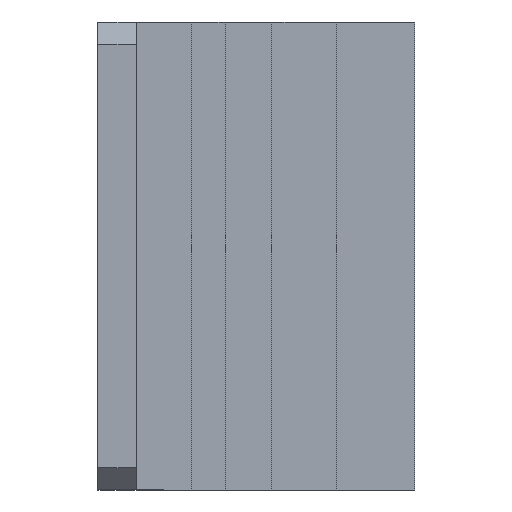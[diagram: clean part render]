
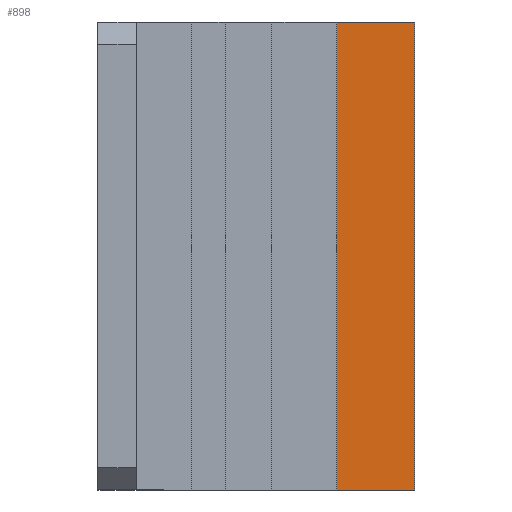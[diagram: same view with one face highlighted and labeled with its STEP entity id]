
A CAD part, left-side view. The second image highlights one B-rep face of the part: STEP entity #898.
In plain terms, the highlighted planar face has unit normal (-1, 0, 0).
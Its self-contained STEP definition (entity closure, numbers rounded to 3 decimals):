
#78 = PLANE('',#79);
#79 = AXIS2_PLACEMENT_3D('',#80,#81,#82);
#80 = CARTESIAN_POINT('',(-12.995,9.448,
    0.));
#81 = DIRECTION('',(0.,0.,1.));
#82 = DIRECTION('',(0.,1.,0.));
#179 = PLANE('',#180);
#180 = AXIS2_PLACEMENT_3D('',#181,#182,#183);
#181 = CARTESIAN_POINT('',(-10.7,8.25,42.));
#182 = DIRECTION('',(-0.,0.,1.));
#183 = DIRECTION('',(1.,0.,0.));
#811 = PLANE('',#812);
#812 = AXIS2_PLACEMENT_3D('',#813,#814,#815);
#813 = CARTESIAN_POINT('',(0.,-11.75,0.));
#814 = DIRECTION('',(0.,-1.,0.));
#815 = DIRECTION('',(-1.,0.,0.));
#828 = VERTEX_POINT('',#829);
#829 = CARTESIAN_POINT('',(-3.5,-11.75,42.));
#850 = EDGE_CURVE('',#851,#828,#853,.T.);
#851 = VERTEX_POINT('',#852);
#852 = CARTESIAN_POINT('',(-3.5,-11.75,0.));
#853 = SURFACE_CURVE('',#854,(#858,#865),.PCURVE_S1.);
#854 = LINE('',#855,#856);
#855 = CARTESIAN_POINT('',(-3.5,-11.75,0.));
#856 = VECTOR('',#857,1.);
#857 = DIRECTION('',(0.,0.,1.));
#858 = PCURVE('',#811,#859);
#859 = DEFINITIONAL_REPRESENTATION('',(#860),#864);
#860 = LINE('',#861,#862);
#861 = CARTESIAN_POINT('',(3.5,0.));
#862 = VECTOR('',#863,1.);
#863 = DIRECTION('',(0.,-1.));
#864 = ( GEOMETRIC_REPRESENTATION_CONTEXT(2) 
PARAMETRIC_REPRESENTATION_CONTEXT() REPRESENTATION_CONTEXT('2D SPACE',''
  ) );
#865 = PCURVE('',#866,#871);
#866 = PLANE('',#867);
#867 = AXIS2_PLACEMENT_3D('',#868,#869,#870);
#868 = CARTESIAN_POINT('',(-3.5,-4.75,0.));
#869 = DIRECTION('',(1.,0.,0.));
#870 = DIRECTION('',(0.,-1.,0.));
#871 = DEFINITIONAL_REPRESENTATION('',(#872),#876);
#872 = LINE('',#873,#874);
#873 = CARTESIAN_POINT('',(7.,0.));
#874 = VECTOR('',#875,1.);
#875 = DIRECTION('',(0.,-1.));
#876 = ( GEOMETRIC_REPRESENTATION_CONTEXT(2) 
PARAMETRIC_REPRESENTATION_CONTEXT() REPRESENTATION_CONTEXT('2D SPACE',''
  ) );
#898 = ADVANCED_FACE('',(#899),#866,.F.);
#899 = FACE_BOUND('',#900,.F.);
#900 = EDGE_LOOP('',(#901,#931,#952,#953));
#901 = ORIENTED_EDGE('',*,*,#902,.T.);
#902 = EDGE_CURVE('',#903,#905,#907,.T.);
#903 = VERTEX_POINT('',#904);
#904 = CARTESIAN_POINT('',(-3.5,-4.75,0.));
#905 = VERTEX_POINT('',#906);
#906 = CARTESIAN_POINT('',(-3.5,-4.75,42.));
#907 = SURFACE_CURVE('',#908,(#912,#919),.PCURVE_S1.);
#908 = LINE('',#909,#910);
#909 = CARTESIAN_POINT('',(-3.5,-4.75,0.));
#910 = VECTOR('',#911,1.);
#911 = DIRECTION('',(0.,0.,1.));
#912 = PCURVE('',#866,#913);
#913 = DEFINITIONAL_REPRESENTATION('',(#914),#918);
#914 = LINE('',#915,#916);
#915 = CARTESIAN_POINT('',(0.,0.));
#916 = VECTOR('',#917,1.);
#917 = DIRECTION('',(0.,-1.));
#918 = ( GEOMETRIC_REPRESENTATION_CONTEXT(2) 
PARAMETRIC_REPRESENTATION_CONTEXT() REPRESENTATION_CONTEXT('2D SPACE',''
  ) );
#919 = PCURVE('',#920,#925);
#920 = PLANE('',#921);
#921 = AXIS2_PLACEMENT_3D('',#922,#923,#924);
#922 = CARTESIAN_POINT('',(-3.5,-4.75,0.));
#923 = DIRECTION('',(0.,-1.,0.));
#924 = DIRECTION('',(-1.,0.,0.));
#925 = DEFINITIONAL_REPRESENTATION('',(#926),#930);
#926 = LINE('',#927,#928);
#927 = CARTESIAN_POINT('',(0.,-0.));
#928 = VECTOR('',#929,1.);
#929 = DIRECTION('',(0.,-1.));
#930 = ( GEOMETRIC_REPRESENTATION_CONTEXT(2) 
PARAMETRIC_REPRESENTATION_CONTEXT() REPRESENTATION_CONTEXT('2D SPACE',''
  ) );
#931 = ORIENTED_EDGE('',*,*,#932,.T.);
#932 = EDGE_CURVE('',#905,#828,#933,.T.);
#933 = SURFACE_CURVE('',#934,(#938,#945),.PCURVE_S1.);
#934 = LINE('',#935,#936);
#935 = CARTESIAN_POINT('',(-3.5,-4.75,42.));
#936 = VECTOR('',#937,1.);
#937 = DIRECTION('',(0.,-1.,0.));
#938 = PCURVE('',#866,#939);
#939 = DEFINITIONAL_REPRESENTATION('',(#940),#944);
#940 = LINE('',#941,#942);
#941 = CARTESIAN_POINT('',(0.,-42.));
#942 = VECTOR('',#943,1.);
#943 = DIRECTION('',(1.,0.));
#944 = ( GEOMETRIC_REPRESENTATION_CONTEXT(2) 
PARAMETRIC_REPRESENTATION_CONTEXT() REPRESENTATION_CONTEXT('2D SPACE',''
  ) );
#945 = PCURVE('',#179,#946);
#946 = DEFINITIONAL_REPRESENTATION('',(#947),#951);
#947 = LINE('',#948,#949);
#948 = CARTESIAN_POINT('',(7.2,-13.));
#949 = VECTOR('',#950,1.);
#950 = DIRECTION('',(0.,-1.));
#951 = ( GEOMETRIC_REPRESENTATION_CONTEXT(2) 
PARAMETRIC_REPRESENTATION_CONTEXT() REPRESENTATION_CONTEXT('2D SPACE',''
  ) );
#952 = ORIENTED_EDGE('',*,*,#850,.F.);
#953 = ORIENTED_EDGE('',*,*,#954,.F.);
#954 = EDGE_CURVE('',#903,#851,#955,.T.);
#955 = SURFACE_CURVE('',#956,(#960,#967),.PCURVE_S1.);
#956 = LINE('',#957,#958);
#957 = CARTESIAN_POINT('',(-3.5,-4.75,0.));
#958 = VECTOR('',#959,1.);
#959 = DIRECTION('',(0.,-1.,0.));
#960 = PCURVE('',#866,#961);
#961 = DEFINITIONAL_REPRESENTATION('',(#962),#966);
#962 = LINE('',#963,#964);
#963 = CARTESIAN_POINT('',(0.,0.));
#964 = VECTOR('',#965,1.);
#965 = DIRECTION('',(1.,0.));
#966 = ( GEOMETRIC_REPRESENTATION_CONTEXT(2) 
PARAMETRIC_REPRESENTATION_CONTEXT() REPRESENTATION_CONTEXT('2D SPACE',''
  ) );
#967 = PCURVE('',#78,#968);
#968 = DEFINITIONAL_REPRESENTATION('',(#969),#973);
#969 = LINE('',#970,#971);
#970 = CARTESIAN_POINT('',(-14.198,-9.495));
#971 = VECTOR('',#972,1.);
#972 = DIRECTION('',(-1.,0.));
#973 = ( GEOMETRIC_REPRESENTATION_CONTEXT(2) 
PARAMETRIC_REPRESENTATION_CONTEXT() REPRESENTATION_CONTEXT('2D SPACE',''
  ) );
